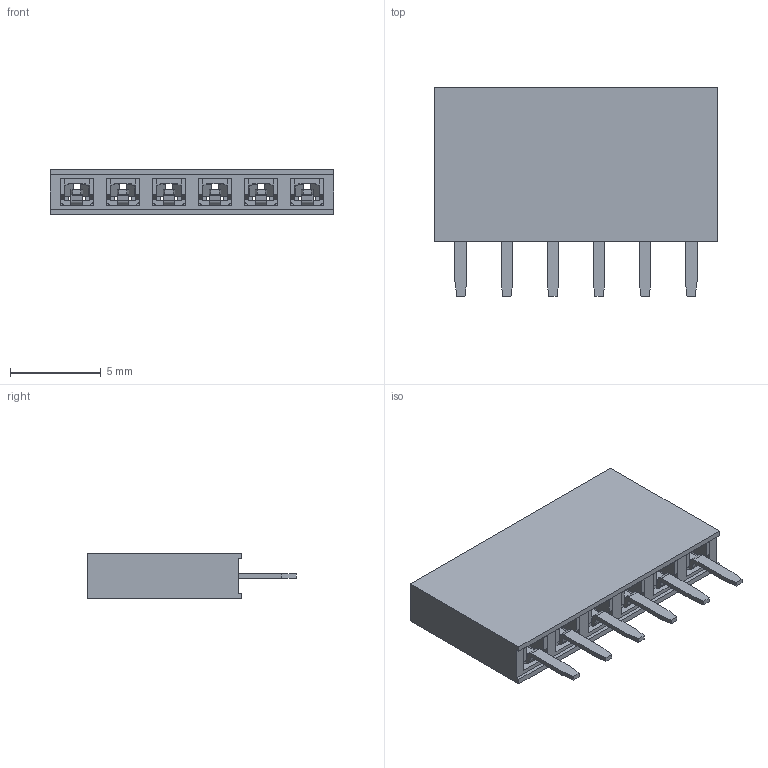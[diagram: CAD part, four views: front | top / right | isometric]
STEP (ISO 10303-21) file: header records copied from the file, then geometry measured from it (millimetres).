
FILE_DESCRIPTION(('STEP AP242'),'1');
FILE_NAME('m20-7820646.stp','2023-08-28T02:37:52',('TraceParts'),('TraceParts S.A.'),'Spatial InterOp 3D',' ',' ');
FILE_SCHEMA(('AP242_MANAGED_MODEL_BASED_3D_ENGINEERING_MIM_LF {1 0 10303 442 1 1 4}'));
Length unit declared in the file: millimetre
Products named in the file (1): m20-7820646_1
Bounding box: 15.64 x 11.5 x 2.5 mm (x, y, z)
Volume: 245.1 mm3; surface area: 933.7 mm2
Topology: 7 solids, 7 shells, 526 faces, 1398 edges, 892 vertices
Faces by surface type: plane 370, cylinder 156
Entity records: 16254 total; most frequent: CARTESIAN_POINT 2823, ORIENTED_EDGE 2796, DIRECTION 2776, EDGE_CURVE 1398, LINE 1086, VECTOR 1086, VERTEX_POINT 892, AXIS2_PLACEMENT_3D 845
